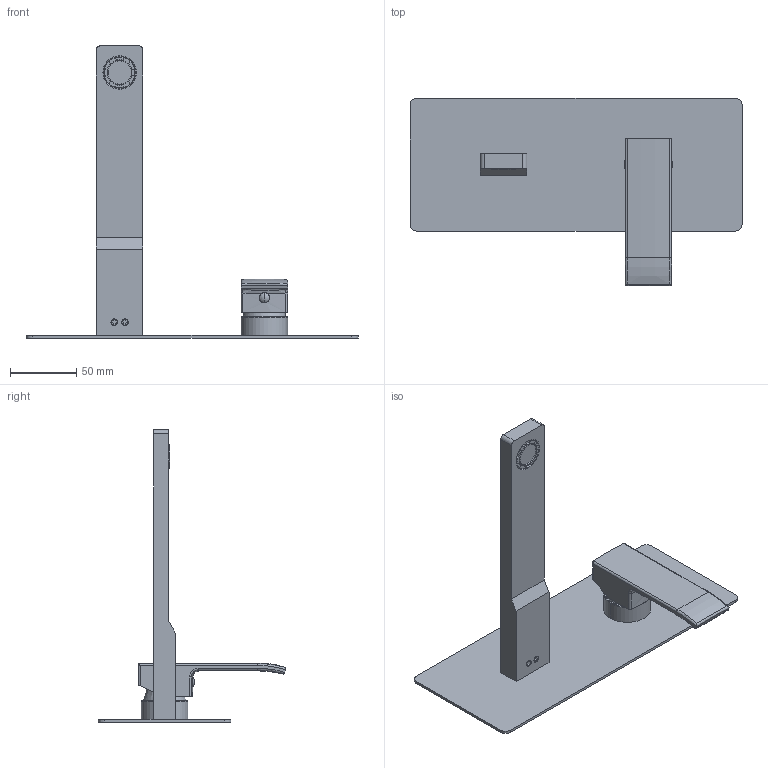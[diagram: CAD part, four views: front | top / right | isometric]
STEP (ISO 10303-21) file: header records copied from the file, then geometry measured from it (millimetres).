
FILE_DESCRIPTION((''),'2;1');
FILE_NAME('LES105CR','2021-11-02T12:47:33',('ut3'),('PAFFONI SpA'),'CREO PARAMETRIC BY PTC INC, 2020044','CREO PARAMETRIC BY PTC INC, 2020044','');
FILE_SCHEMA(('CONFIG_CONTROL_DESIGN','SHAPE_APPEARANCE_LAYERS_GROUPS'));
Length unit declared in the file: millimetre
Products named in the file (1): LES105CR
Bounding box: 250 x 141.32 x 220 mm (x, y, z)
Volume: 179188 mm3; surface area: 106919.8 mm2
Topology: 2 solids, 2 shells, 740 faces, 1838 edges, 1074 vertices
Faces by surface type: cylinder 279, plane 232, torus 67, sphere 64, cone 62, bspline 36
Entity records: 31549 total; most frequent: CARTESIAN_POINT 8880, DIRECTION 3679, ORIENTED_EDGE 3546, EDGE_CURVE 1773, AXIS2_PLACEMENT_3D 1473, VERTEX_POINT 1074, EDGE_LOOP 809, FILL_AREA_STYLE_COLOUR 799
